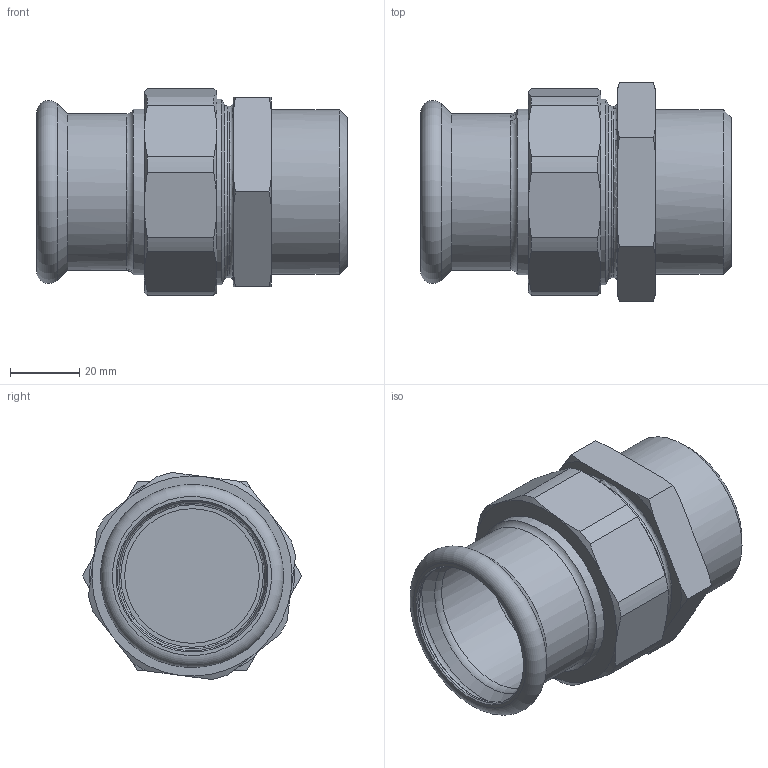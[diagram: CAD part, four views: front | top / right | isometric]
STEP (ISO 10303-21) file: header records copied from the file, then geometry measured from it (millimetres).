
FILE_DESCRIPTION(/* description */ (''),/* implementation_level */ '2;1');
FILE_NAME(/* name */ '45439.stp',/* time_stamp */ '2023-09-08T11:39:19+02:00',/* author */ ('JANAN'),/* organization */ (''),/* preprocessor_version */ 'ST-DEVELOPER v19.2',/* originating_system */ 'Autodesk Inventor 2023',/* authorisation */ '');
FILE_SCHEMA (('AUTOMOTIVE_DESIGN { 1 0 10303 214 3 1 1 }'));
Length unit declared in the file: millimetre
Products named in the file (1): tmpFF6A.tmp
Bounding box: 90 x 63.51 x 59.97 mm (x, y, z)
Volume: 99387.1 mm3; surface area: 30841 mm2
Topology: 1 solids, 1 shells, 82 faces, 192 edges, 120 vertices
Faces by surface type: cone 34, plane 24, cylinder 17, torus 7
Full cylindrical faces by diameter (mm): 39 x2, 42.3 x1, 43.3 x1, 45.4 x1, 47.803 x1, 48 x1, 49.8 x1, 53.746 x1
Entity records: 3088 total; most frequent: CARTESIAN_POINT 1134, DIRECTION 389, ORIENTED_EDGE 384, EDGE_CURVE 192, AXIS2_PLACEMENT_3D 170, VERTEX_POINT 120, EDGE_LOOP 90, CIRCLE 87
